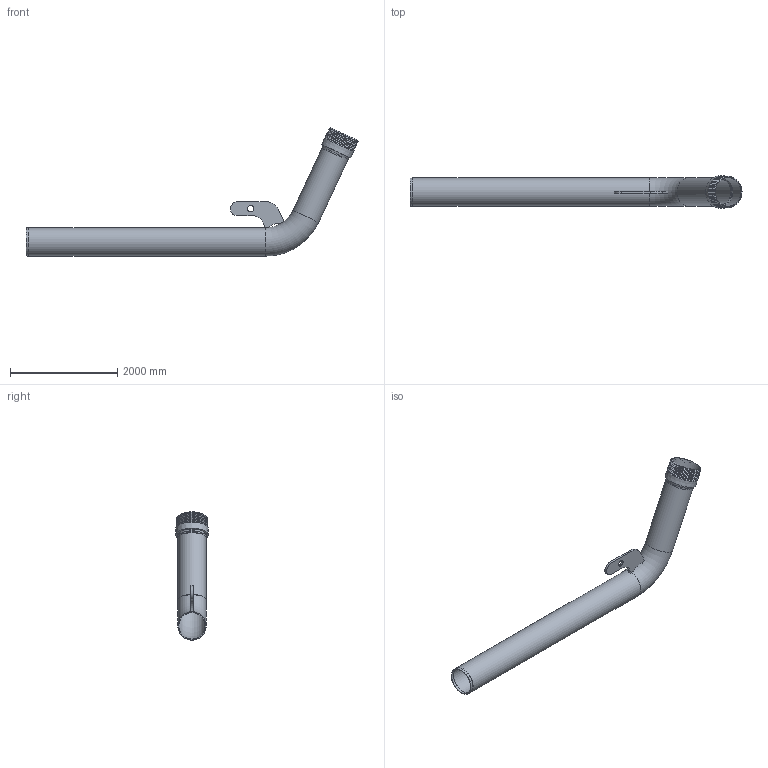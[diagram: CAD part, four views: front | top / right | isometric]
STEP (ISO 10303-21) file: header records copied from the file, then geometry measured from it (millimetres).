
FILE_DESCRIPTION(/* description */ (''),/* implementation_level */ '2;1');
FILE_NAME(/* name */ '00715.050X_3D.stp',/* time_stamp */ '2024-12-11T13:00:05+01:00',/* author */ ('CAD'),/* organization */ (''),/* preprocessor_version */ 'ST-DEVELOPER v20',/* originating_system */ 'AutoCAD Mechanical',/* authorisation */ '');
FILE_SCHEMA (('AUTOMOTIVE_DESIGN { 1 0 10303 214 3 1 1 }'));
Length unit declared in the file: centimetre
Products named in the file (2): Product; *S0
Assembly tree (1 placements, depth 2):
  Product
    *S0
Bounding box: 6196.85 x 603 x 2394.05 mm (x, y, z)
Volume: 192619159.7 mm3; surface area: 24063205.5 mm2
Topology: 3 solids, 3 shells, 48 faces, 108 edges, 65 vertices
Faces by surface type: cone 21, cylinder 12, plane 9, torus 6
Full cylindrical faces by diameter (mm): 120 x1, 500 x2, 530 x3
Entity records: 1401 total; most frequent: DIRECTION 273, CARTESIAN_POINT 224, ORIENTED_EDGE 216, AXIS2_PLACEMENT_3D 114, EDGE_CURVE 108, VERTEX_POINT 65, CIRCLE 63, EDGE_LOOP 53
